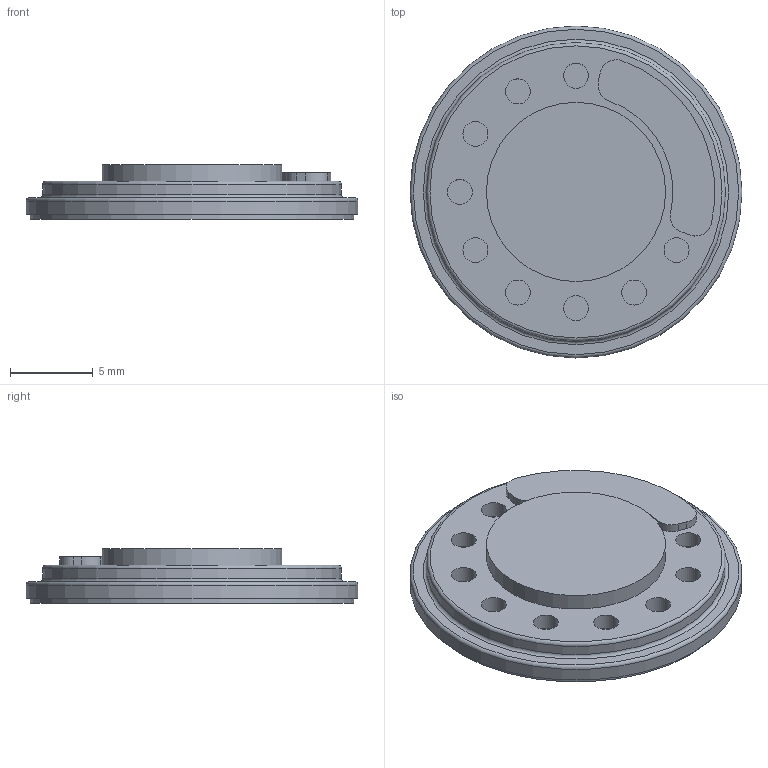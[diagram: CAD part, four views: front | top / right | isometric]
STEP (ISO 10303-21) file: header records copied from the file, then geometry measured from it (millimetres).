
FILE_DESCRIPTION(/* description */ ('Alibre Inc.'),/* implementation_level */ '2;1');
FILE_NAME(/* name */ 'export0',/* time_stamp */ '2018-05-24T20:24:06-05:00',/* author */ (''),/* organization */ (''),/* preprocessor_version */ 'ST-DEVELOPER v17',/* originating_system */ 'Alibre',/* authorisation */ '');
FILE_SCHEMA (('CONFIG_CONTROL_DESIGN'));
Length unit declared in the file: centimetre
Products named in the file (1): ID_1
Bounding box: 20 x 20 x 3.3 mm (x, y, z)
Volume: 496 mm3; surface area: 899 mm2
Topology: 1 solids, 1 shells, 41 faces, 72 edges, 47 vertices
Faces by surface type: cylinder 20, plane 18, torus 3
Full cylindrical faces by diameter (mm): 1.5 x9, 10.8 x1, 17.5 x1, 18 x1, 19.5 x1, 20 x1
Entity records: 984 total; most frequent: DIRECTION 159, CARTESIAN_POINT 143, ORIENTED_EDGE 110, AXIS2_PLACEMENT_3D 84, EDGE_LOOP 72, FACE_BOUND 72, EDGE_CURVE 55, VERTEX_POINT 47
